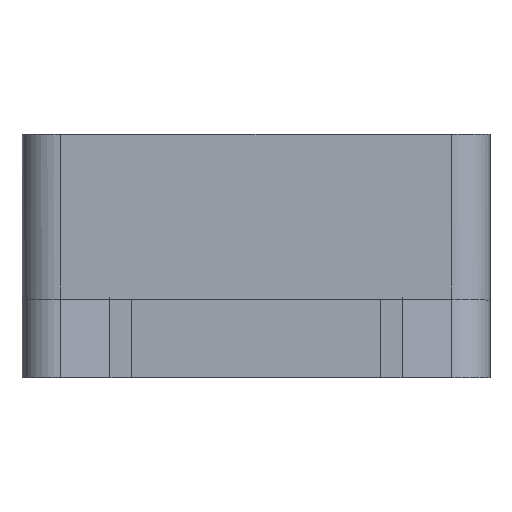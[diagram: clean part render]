
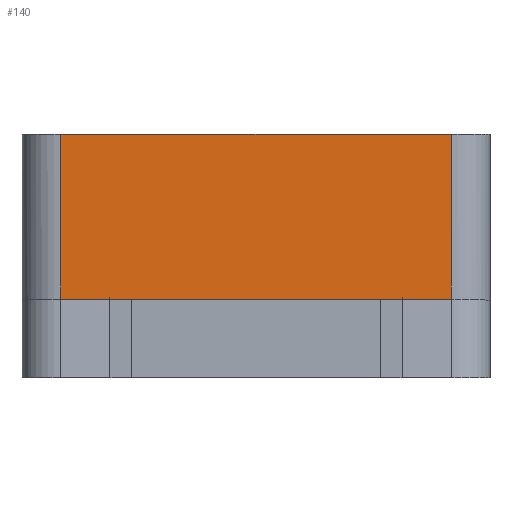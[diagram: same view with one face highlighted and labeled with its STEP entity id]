
A CAD part, front view. The second image highlights one B-rep face of the part: STEP entity #140.
In plain terms, the highlighted planar face has unit normal (0, -1, 0).
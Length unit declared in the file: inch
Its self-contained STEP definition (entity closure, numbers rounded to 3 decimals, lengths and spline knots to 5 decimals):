
#140=ADVANCED_FACE('',(#208),#181,.T.);
#181=PLANE('',#945);
#208=FACE_OUTER_BOUND('',#248,.T.);
#248=EDGE_LOOP('',(#298,#299,#300,#301,#302,#303));
#298=ORIENTED_EDGE('',*,*,#626,.F.);
#299=ORIENTED_EDGE('',*,*,#627,.T.);
#300=ORIENTED_EDGE('',*,*,#628,.T.);
#301=ORIENTED_EDGE('',*,*,#629,.T.);
#302=ORIENTED_EDGE('',*,*,#630,.T.);
#303=ORIENTED_EDGE('',*,*,#631,.T.);
#546=VERTEX_POINT('',#1258);
#547=VERTEX_POINT('',#1259);
#548=VERTEX_POINT('',#1261);
#549=VERTEX_POINT('',#1263);
#550=VERTEX_POINT('',#1265);
#551=VERTEX_POINT('',#1267);
#626=EDGE_CURVE('',#546,#547,#750,.T.);
#627=EDGE_CURVE('',#546,#548,#751,.T.);
#628=EDGE_CURVE('',#548,#549,#752,.T.);
#629=EDGE_CURVE('',#549,#550,#753,.T.);
#630=EDGE_CURVE('',#550,#551,#754,.T.);
#631=EDGE_CURVE('',#551,#547,#755,.T.);
#750=LINE('',#1257,#850);
#751=LINE('',#1260,#851);
#752=LINE('',#1262,#852);
#753=LINE('',#1264,#853);
#754=LINE('',#1266,#854);
#755=LINE('',#1268,#855);
#850=VECTOR('',#1020,1.);
#851=VECTOR('',#1021,1.);
#852=VECTOR('',#1022,1.);
#853=VECTOR('',#1023,1.);
#854=VECTOR('',#1024,1.);
#855=VECTOR('',#1025,1.);
#945=AXIS2_PLACEMENT_3D('',#1269,#1026,#1027);
#1020=DIRECTION('',(1.,0.,0.));
#1021=DIRECTION('',(0.,0.,-1.));
#1022=DIRECTION('',(1.,0.,0.));
#1023=DIRECTION('',(1.,0.,0.));
#1024=DIRECTION('',(1.,0.,0.));
#1025=DIRECTION('',(0.,0.,1.));
#1026=DIRECTION('',(0.,-1.,0.));
#1027=DIRECTION('',(0.,0.,-1.));
#1257=CARTESIAN_POINT('',(0.,0.,0.195));
#1258=CARTESIAN_POINT('',(0.031,0.,0.195));
#1259=CARTESIAN_POINT('',(0.344,0.,0.195));
#1260=CARTESIAN_POINT('',(0.031,0.,0.));
#1261=CARTESIAN_POINT('',(0.031,0.,0.063));
#1262=CARTESIAN_POINT('',(0.,0.,0.063));
#1263=CARTESIAN_POINT('',(0.0705,0.,0.063));
#1264=CARTESIAN_POINT('',(0.0705,0.,0.063));
#1265=CARTESIAN_POINT('',(0.3045,0.,0.063));
#1266=CARTESIAN_POINT('',(0.3045,0.,0.063));
#1267=CARTESIAN_POINT('',(0.344,0.,0.063));
#1268=CARTESIAN_POINT('',(0.344,0.,0.));
#1269=CARTESIAN_POINT('',(0.1875,0.,0.));
